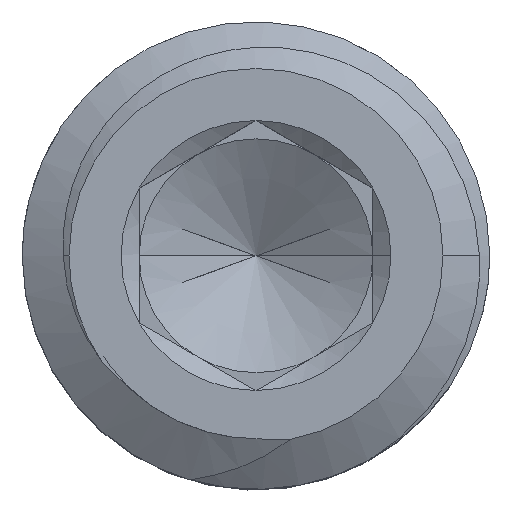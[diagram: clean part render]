
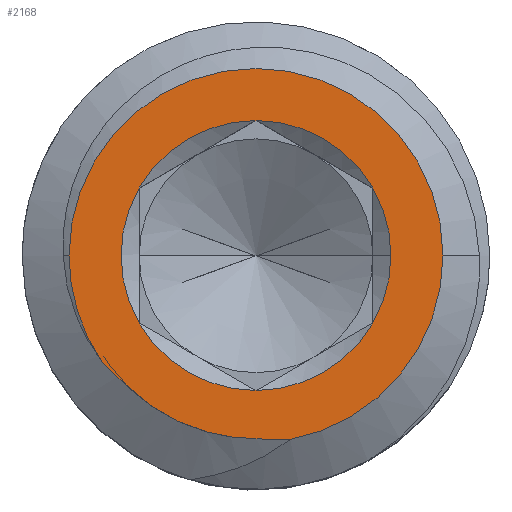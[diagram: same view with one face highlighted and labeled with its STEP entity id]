
A CAD part, top view. The second image highlights one B-rep face of the part: STEP entity #2168.
In plain terms, the highlighted planar face has unit normal (0, 0, 1).
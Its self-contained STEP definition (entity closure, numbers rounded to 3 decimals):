
#3 = ORIENTED_EDGE ( 'NONE', *, *, #331, .T. ) ;
#32 = CIRCLE ( 'NONE', #420, 2.4 ) ;
#34 = EDGE_CURVE ( 'NONE', #2075, #2037, #1667, .T. ) ;
#51 = AXIS2_PLACEMENT_3D ( 'NONE', #1883, #1863, #391 ) ;
#79 = CIRCLE ( 'NONE', #2591, 1.732 ) ;
#88 = CARTESIAN_POINT ( 'NONE',  ( 1.5, 0.866, 4. ) ) ;
#96 = EDGE_CURVE ( 'NONE', #2075, #240, #2110, .T. ) ;
#101 = CARTESIAN_POINT ( 'NONE',  ( 0., -2.35, 4. ) ) ;
#107 = CARTESIAN_POINT ( 'NONE',  ( 0., 0., 4. ) ) ;
#116 = EDGE_CURVE ( 'NONE', #2037, #1506, #645, .T. ) ;
#118 = CARTESIAN_POINT ( 'NONE',  ( 0.293, -2.37, 4. ) ) ;
#182 = CARTESIAN_POINT ( 'NONE',  ( -1.978, -1.359, 4. ) ) ;
#198 = DIRECTION ( 'NONE',  ( 1., 0., 0. ) ) ;
#215 = EDGE_CURVE ( 'NONE', #332, #2516, #1073, .T. ) ;
#227 = ORIENTED_EDGE ( 'NONE', *, *, #215, .F. ) ;
#240 = VERTEX_POINT ( 'NONE', #1313 ) ;
#253 = CARTESIAN_POINT ( 'NONE',  ( -1.662, -1.662, 4. ) ) ;
#274 = CARTESIAN_POINT ( 'NONE',  ( -0.608, -2.276, 4. ) ) ;
#277 = DIRECTION ( 'NONE',  ( 1., 0., 0. ) ) ;
#280 = DIRECTION ( 'NONE',  ( 0., 0., 1. ) ) ;
#312 = CIRCLE ( 'NONE', #2064, 1.732 ) ;
#331 = EDGE_CURVE ( 'NONE', #240, #1571, #359, .T. ) ;
#332 = VERTEX_POINT ( 'NONE', #1538 ) ;
#333 = CARTESIAN_POINT ( 'NONE',  ( 0.438, -2.36, 4. ) ) ;
#359 = B_SPLINE_CURVE_WITH_KNOTS ( 'NONE', 3,
 ( #253, #2407, #2633, #693, #684, #1332, #274, #2190, #1744, #2179 ),
 .UNSPECIFIED., .F., .F.,
 ( 4, 2, 2, 2, 4 ),
 ( 0., 0., 0.001, 0.001, 0.002 ),
 .UNSPECIFIED. ) ;
#387 = EDGE_LOOP ( 'NONE', ( #3, #2153, #2358, #1887, #1029, #1127 ) ) ;
#391 = DIRECTION ( 'NONE',  ( 1., 0., 0. ) ) ;
#401 = AXIS2_PLACEMENT_3D ( 'NONE', #2348, #1257, #198 ) ;
#416 = CARTESIAN_POINT ( 'NONE',  ( 0., 0., 4. ) ) ;
#420 = AXIS2_PLACEMENT_3D ( 'NONE', #416, #619, #832 ) ;
#598 = VERTEX_POINT ( 'NONE', #2678 ) ;
#607 = CARTESIAN_POINT ( 'NONE',  ( 0., 0., 4. ) ) ;
#619 = DIRECTION ( 'NONE',  ( 0., 0., -1. ) ) ;
#645 = CIRCLE ( 'NONE', #810, 2.4 ) ;
#662 = CARTESIAN_POINT ( 'NONE',  ( 0., 0., 4. ) ) ;
#679 = EDGE_LOOP ( 'NONE', ( #2388, #1776, #1033, #812, #1206, #1175, #227 ) ) ;
#684 = CARTESIAN_POINT ( 'NONE',  ( -1.041, -2.113, 4. ) ) ;
#693 = CARTESIAN_POINT ( 'NONE',  ( -1.176, -2.041, 4. ) ) ;
#697 = DIRECTION ( 'NONE',  ( 0., 0., 1. ) ) ;
#723 = CARTESIAN_POINT ( 'NONE',  ( 0.438, -2.36, 4. ) ) ;
#727 = EDGE_CURVE ( 'NONE', #2516, #1651, #1512, .T. ) ;
#756 = CARTESIAN_POINT ( 'NONE',  ( 0., -2.35, 4. ) ) ;
#791 = EDGE_CURVE ( 'NONE', #1571, #1537, #1912, .T. ) ;
#810 = AXIS2_PLACEMENT_3D ( 'NONE', #607, #822, #2091 ) ;
#812 = ORIENTED_EDGE ( 'NONE', *, *, #1560, .F. ) ;
#822 = DIRECTION ( 'NONE',  ( 0., 0., -1. ) ) ;
#832 = DIRECTION ( 'NONE',  ( -1., 0., 0. ) ) ;
#941 = CARTESIAN_POINT ( 'NONE',  ( -1.5, -0.866, 4. ) ) ;
#957 = AXIS2_PLACEMENT_3D ( 'NONE', #662, #2392, #2139 ) ;
#1029 = ORIENTED_EDGE ( 'NONE', *, *, #34, .F. ) ;
#1033 = ORIENTED_EDGE ( 'NONE', *, *, #1449, .F. ) ;
#1060 = AXIS2_PLACEMENT_3D ( 'NONE', #107, #1599, #2247 ) ;
#1073 = CIRCLE ( 'NONE', #957, 1.732 ) ;
#1097 = CARTESIAN_POINT ( 'NONE',  ( 0., 0., 4. ) ) ;
#1127 = ORIENTED_EDGE ( 'NONE', *, *, #96, .T. ) ;
#1136 = VERTEX_POINT ( 'NONE', #2113 ) ;
#1140 = CARTESIAN_POINT ( 'NONE',  ( 0., 0., 4. ) ) ;
#1146 = EDGE_CURVE ( 'NONE', #598, #1739, #2519, .T. ) ;
#1175 = ORIENTED_EDGE ( 'NONE', *, *, #727, .F. ) ;
#1177 = CARTESIAN_POINT ( 'NONE',  ( 0.147, -2.367, 4. ) ) ;
#1206 = ORIENTED_EDGE ( 'NONE', *, *, #2711, .F. ) ;
#1225 = EDGE_CURVE ( 'NONE', #1739, #332, #1707, .T. ) ;
#1233 = CARTESIAN_POINT ( 'NONE',  ( -1.777, -1.57, 4. ) ) ;
#1242 = DIRECTION ( 'NONE',  ( 0., 0., -1. ) ) ;
#1257 = DIRECTION ( 'NONE',  ( 0., 0., 1. ) ) ;
#1267 = FACE_BOUND ( 'NONE', #679, .T. ) ;
#1281 = CARTESIAN_POINT ( 'NONE',  ( 0., 0., 4. ) ) ;
#1313 = CARTESIAN_POINT ( 'NONE',  ( -1.662, -1.662, 4. ) ) ;
#1332 = CARTESIAN_POINT ( 'NONE',  ( -0.757, -2.231, 4. ) ) ;
#1432 = CARTESIAN_POINT ( 'NONE',  ( -1.662, -1.662, 4. ) ) ;
#1449 = EDGE_CURVE ( 'NONE', #1136, #598, #79, .T. ) ;
#1471 = DIRECTION ( 'NONE',  ( -1., 0., 0. ) ) ;
#1496 = DIRECTION ( 'NONE',  ( 0., 0., 1. ) ) ;
#1506 = VERTEX_POINT ( 'NONE', #1556 ) ;
#1512 = CIRCLE ( 'NONE', #1060, 1.732 ) ;
#1537 = VERTEX_POINT ( 'NONE', #723 ) ;
#1538 = CARTESIAN_POINT ( 'NONE',  ( 0., 1.732, 4. ) ) ;
#1556 = CARTESIAN_POINT ( 'NONE',  ( 2.4, 0., 4. ) ) ;
#1560 = EDGE_CURVE ( 'NONE', #2326, #1136, #1581, .T. ) ;
#1571 = VERTEX_POINT ( 'NONE', #101 ) ;
#1581 = CIRCLE ( 'NONE', #2136, 1.732 ) ;
#1599 = DIRECTION ( 'NONE',  ( 0., 0., 1. ) ) ;
#1651 = VERTEX_POINT ( 'NONE', #941 ) ;
#1667 = CIRCLE ( 'NONE', #2754, 2.4 ) ;
#1707 = CIRCLE ( 'NONE', #2378, 1.732 ) ;
#1739 = VERTEX_POINT ( 'NONE', #88 ) ;
#1744 = CARTESIAN_POINT ( 'NONE',  ( -0.155, -2.35, 4. ) ) ;
#1776 = ORIENTED_EDGE ( 'NONE', *, *, #1146, .F. ) ;
#1863 = DIRECTION ( 'NONE',  ( 0., 0., 1. ) ) ;
#1883 = CARTESIAN_POINT ( 'NONE',  ( 0., 0., 4. ) ) ;
#1887 = ORIENTED_EDGE ( 'NONE', *, *, #116, .F. ) ;
#1912 = B_SPLINE_CURVE_WITH_KNOTS ( 'NONE', 3,
 ( #756, #1177, #118, #333 ),
 .UNSPECIFIED., .F., .F.,
 ( 4, 4 ),
 ( 0., 0. ),
 .UNSPECIFIED. ) ;
#2037 = VERTEX_POINT ( 'NONE', #2289 ) ;
#2064 = AXIS2_PLACEMENT_3D ( 'NONE', #1097, #697, #277 ) ;
#2075 = VERTEX_POINT ( 'NONE', #2504 ) ;
#2091 = DIRECTION ( 'NONE',  ( -1., 0., 0. ) ) ;
#2097 = CARTESIAN_POINT ( 'NONE',  ( 0., 0., 4. ) ) ;
#2110 = B_SPLINE_CURVE_WITH_KNOTS ( 'NONE', 3,
 ( #182, #2552, #1233, #1432 ),
 .UNSPECIFIED., .F., .F.,
 ( 4, 4 ),
 ( 0.001, 0.001 ),
 .UNSPECIFIED. ) ;
#2113 = CARTESIAN_POINT ( 'NONE',  ( 1.5, -0.866, 4. ) ) ;
#2136 = AXIS2_PLACEMENT_3D ( 'NONE', #2463, #280, #2249 ) ;
#2139 = DIRECTION ( 'NONE',  ( 1., 0., 0. ) ) ;
#2153 = ORIENTED_EDGE ( 'NONE', *, *, #791, .T. ) ;
#2168 = ADVANCED_FACE ( 'NONE', ( #1267, #2719 ), #2321, .T. ) ;
#2179 = CARTESIAN_POINT ( 'NONE',  ( 0., -2.35, 4. ) ) ;
#2190 = CARTESIAN_POINT ( 'NONE',  ( -0.308, -2.335, 4. ) ) ;
#2228 = DIRECTION ( 'NONE',  ( 1., 0., 0. ) ) ;
#2247 = DIRECTION ( 'NONE',  ( 1., 0., 0. ) ) ;
#2249 = DIRECTION ( 'NONE',  ( 1., 0., 0. ) ) ;
#2289 = CARTESIAN_POINT ( 'NONE',  ( -2.4, 0., 4. ) ) ;
#2321 = PLANE ( 'NONE',  #51 ) ;
#2326 = VERTEX_POINT ( 'NONE', #2409 ) ;
#2348 = CARTESIAN_POINT ( 'NONE',  ( 0., 0., 4. ) ) ;
#2358 = ORIENTED_EDGE ( 'NONE', *, *, #2638, .F. ) ;
#2378 = AXIS2_PLACEMENT_3D ( 'NONE', #1281, #1496, #2590 ) ;
#2388 = ORIENTED_EDGE ( 'NONE', *, *, #1225, .F. ) ;
#2392 = DIRECTION ( 'NONE',  ( 0., 0., 1. ) ) ;
#2407 = CARTESIAN_POINT ( 'NONE',  ( -1.552, -1.772, 4. ) ) ;
#2409 = CARTESIAN_POINT ( 'NONE',  ( 0., -1.732, 4. ) ) ;
#2463 = CARTESIAN_POINT ( 'NONE',  ( 0., 0., 4. ) ) ;
#2504 = CARTESIAN_POINT ( 'NONE',  ( -1.978, -1.359, 4. ) ) ;
#2516 = VERTEX_POINT ( 'NONE', #2529 ) ;
#2519 = CIRCLE ( 'NONE', #401, 1.732 ) ;
#2529 = CARTESIAN_POINT ( 'NONE',  ( -1.5, 0.866, 4. ) ) ;
#2552 = CARTESIAN_POINT ( 'NONE',  ( -1.882, -1.469, 4. ) ) ;
#2590 = DIRECTION ( 'NONE',  ( 1., 0., 0. ) ) ;
#2591 = AXIS2_PLACEMENT_3D ( 'NONE', #1140, #2668, #2228 ) ;
#2633 = CARTESIAN_POINT ( 'NONE',  ( -1.432, -1.871, 4. ) ) ;
#2638 = EDGE_CURVE ( 'NONE', #1506, #1537, #32, .T. ) ;
#2668 = DIRECTION ( 'NONE',  ( 0., 0., 1. ) ) ;
#2678 = CARTESIAN_POINT ( 'NONE',  ( 1.732, 0., 4. ) ) ;
#2711 = EDGE_CURVE ( 'NONE', #1651, #2326, #312, .T. ) ;
#2719 = FACE_OUTER_BOUND ( 'NONE', #387, .T. ) ;
#2754 = AXIS2_PLACEMENT_3D ( 'NONE', #2097, #1242, #1471 ) ;
